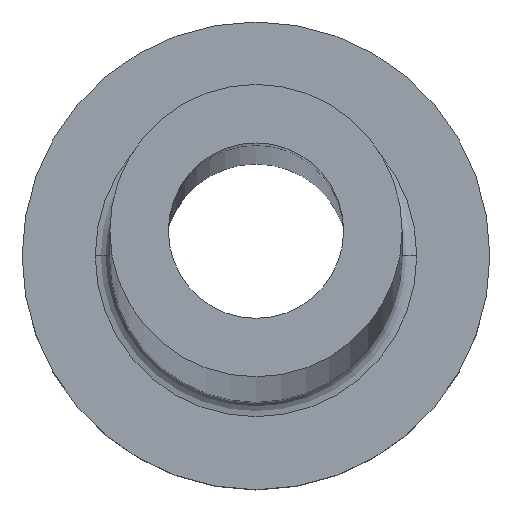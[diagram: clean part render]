
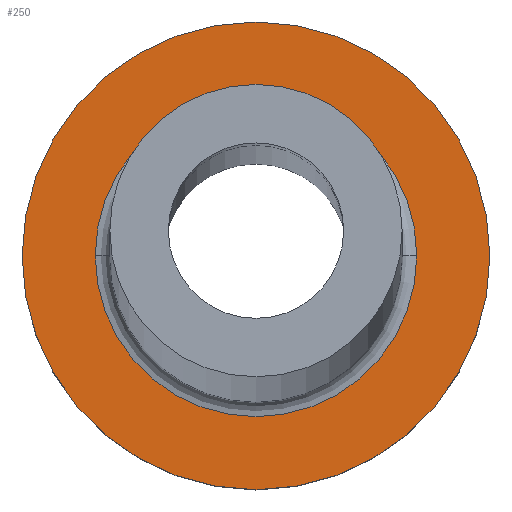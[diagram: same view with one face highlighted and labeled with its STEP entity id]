
A CAD part, top view. The second image highlights one B-rep face of the part: STEP entity #250.
In plain terms, the highlighted planar face has unit normal (0, 0, 1).
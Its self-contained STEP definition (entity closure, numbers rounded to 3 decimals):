
#4 = ORIENTED_EDGE ( 'NONE', *, *, #84, .T. ) ;
#14 = CARTESIAN_POINT ( 'NONE',  ( 8., 0., 5. ) ) ;
#18 = DIRECTION ( 'NONE',  ( 1., 0., 0. ) ) ;
#22 = DIRECTION ( 'NONE',  ( 1., 0., 0. ) ) ;
#30 = DIRECTION ( 'NONE',  ( 1., 0., 0. ) ) ;
#35 = EDGE_CURVE ( 'NONE', #123, #311, #326, .T. ) ;
#60 = AXIS2_PLACEMENT_3D ( 'NONE', #83, #258, #22 ) ;
#83 = CARTESIAN_POINT ( 'NONE',  ( 0., 0., 5. ) ) ;
#84 = EDGE_CURVE ( 'NONE', #346, #453, #281, .T. ) ;
#85 = CARTESIAN_POINT ( 'NONE',  ( 0., 0., 5. ) ) ;
#90 = EDGE_LOOP ( 'NONE', ( #357, #338 ) ) ;
#100 = CARTESIAN_POINT ( 'NONE',  ( 0., 0., 5. ) ) ;
#120 = EDGE_CURVE ( 'NONE', #453, #346, #363, .T. ) ;
#123 = VERTEX_POINT ( 'NONE', #14 ) ;
#127 = AXIS2_PLACEMENT_3D ( 'NONE', #382, #417, #30 ) ;
#128 = CARTESIAN_POINT ( 'NONE',  ( 5.5, 0., 5. ) ) ;
#154 = FACE_BOUND ( 'NONE', #213, .T. ) ;
#171 = AXIS2_PLACEMENT_3D ( 'NONE', #100, #249, #177 ) ;
#177 = DIRECTION ( 'NONE',  ( 1., 0., 0. ) ) ;
#178 = EDGE_CURVE ( 'NONE', #311, #123, #291, .T. ) ;
#188 = DIRECTION ( 'NONE',  ( 0., 0., -1. ) ) ;
#194 = FACE_OUTER_BOUND ( 'NONE', #90, .T. ) ;
#213 = EDGE_LOOP ( 'NONE', ( #4, #354 ) ) ;
#220 = DIRECTION ( 'NONE',  ( 1., 0., 0. ) ) ;
#249 = DIRECTION ( 'NONE',  ( 0., 0., 1. ) ) ;
#250 = ADVANCED_FACE ( 'NONE', ( #154, #194 ), #451, .T. ) ;
#258 = DIRECTION ( 'NONE',  ( 0., 0., 1. ) ) ;
#266 = DIRECTION ( 'NONE',  ( 0., 0., -1. ) ) ;
#274 = AXIS2_PLACEMENT_3D ( 'NONE', #85, #266, #220 ) ;
#281 = CIRCLE ( 'NONE', #340, 5.5 ) ;
#291 = CIRCLE ( 'NONE', #60, 8. ) ;
#311 = VERTEX_POINT ( 'NONE', #384 ) ;
#326 = CIRCLE ( 'NONE', #171, 8. ) ;
#338 = ORIENTED_EDGE ( 'NONE', *, *, #35, .T. ) ;
#340 = AXIS2_PLACEMENT_3D ( 'NONE', #372, #188, #18 ) ;
#346 = VERTEX_POINT ( 'NONE', #128 ) ;
#354 = ORIENTED_EDGE ( 'NONE', *, *, #120, .T. ) ;
#357 = ORIENTED_EDGE ( 'NONE', *, *, #178, .T. ) ;
#363 = CIRCLE ( 'NONE', #274, 5.5 ) ;
#372 = CARTESIAN_POINT ( 'NONE',  ( 0., 0., 5. ) ) ;
#382 = CARTESIAN_POINT ( 'NONE',  ( 0., 0., 5. ) ) ;
#384 = CARTESIAN_POINT ( 'NONE',  ( -8., 0., 5. ) ) ;
#417 = DIRECTION ( 'NONE',  ( 0., 0., 1. ) ) ;
#420 = CARTESIAN_POINT ( 'NONE',  ( -5.5, 0., 5. ) ) ;
#451 = PLANE ( 'NONE',  #127 ) ;
#453 = VERTEX_POINT ( 'NONE', #420 ) ;
